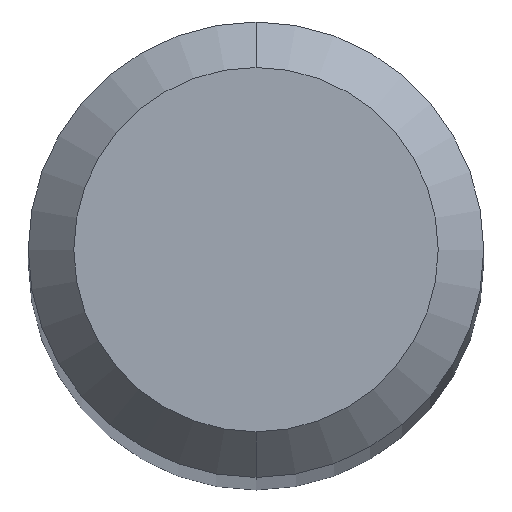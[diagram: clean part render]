
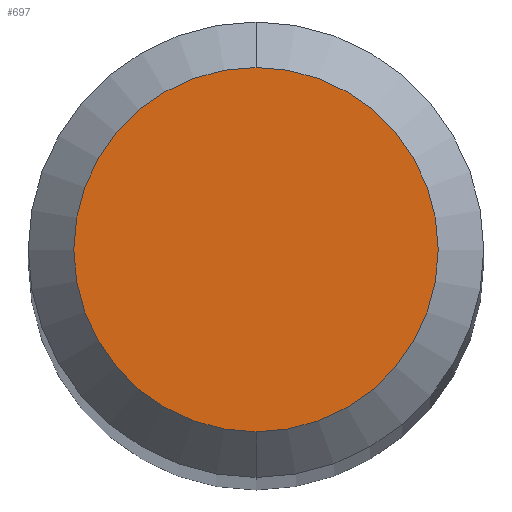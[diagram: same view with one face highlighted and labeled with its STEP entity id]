
A CAD part, top view. The second image highlights one B-rep face of the part: STEP entity #697.
In plain terms, the highlighted planar face has unit normal (0, 0, 1).
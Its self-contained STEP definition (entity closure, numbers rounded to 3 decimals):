
#335=EDGE_CURVE('',#925,#603,#954,.T.);
#603=VERTEX_POINT('',#1250);
#637=EDGE_CURVE('',#603,#925,#1289,.T.);
#697=ADVANCED_FACE('',(#1355),#1356,.T.);
#925=VERTEX_POINT('',#1599);
#954=CIRCLE('',#1622,1.2);
#1250=CARTESIAN_POINT('',(0.,-1.2,0.0));
#1289=CIRCLE('',#4834,1.2);
#1355=FACE_OUTER_BOUND('',#5024,.T.);
#1356=PLANE('',#5025);
#1599=CARTESIAN_POINT('',(0.0,1.2,0.0));
#1622=AXIS2_PLACEMENT_3D('',#6011,#6012,#6013);
#4834=AXIS2_PLACEMENT_3D('',#6417,#6418,#6419);
#5024=EDGE_LOOP('',(#6502,#6503));
#5025=AXIS2_PLACEMENT_3D('',#6504,#6505,#6506);
#6011=CARTESIAN_POINT('',(0.0,0.0,0.0));
#6012=DIRECTION('',(0.0,0.0,-1.0));
#6013=DIRECTION('',(0.0,1.0,0.0));
#6417=CARTESIAN_POINT('',(0.0,0.0,0.0));
#6418=DIRECTION('',(0.0,0.0,-1.0));
#6419=DIRECTION('',(0.0,1.0,0.0));
#6502=ORIENTED_EDGE('',*,*,#335,.F.);
#6503=ORIENTED_EDGE('',*,*,#637,.F.);
#6504=CARTESIAN_POINT('',(0.0,0.6,0.0));
#6505=DIRECTION('',(-0.0,0.0,1.0));
#6506=DIRECTION('',(0.0,-1.0,0.0));
